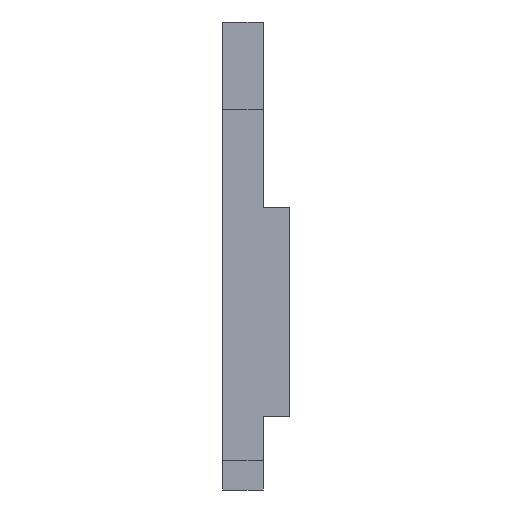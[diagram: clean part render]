
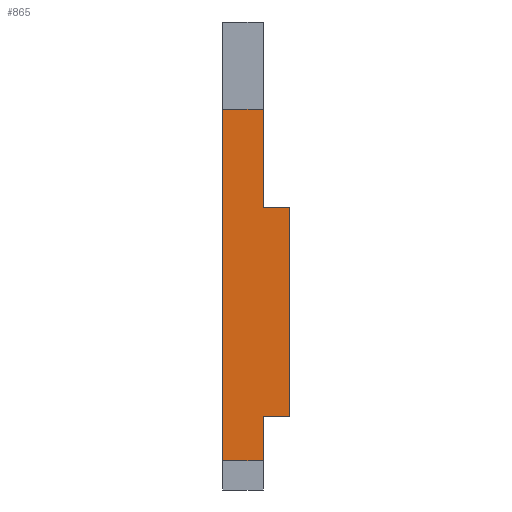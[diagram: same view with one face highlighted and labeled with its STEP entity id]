
A CAD part, left-side view. The second image highlights one B-rep face of the part: STEP entity #865.
In plain terms, the highlighted planar face has unit normal (-1, 0, 0).
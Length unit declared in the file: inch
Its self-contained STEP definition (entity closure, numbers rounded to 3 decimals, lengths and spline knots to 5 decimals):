
#3 = ORIENTED_EDGE ( 'NONE', *, *, #857, .F. ) ;
#17 = CARTESIAN_POINT ( 'NONE',  ( 0., 0., -0.5294 ) ) ;
#44 = AXIS2_PLACEMENT_3D ( 'NONE', #765, #1459, #911 ) ;
#81 = FACE_OUTER_BOUND ( 'NONE', #821, .T. ) ;
#122 = ORIENTED_EDGE ( 'NONE', *, *, #1004, .T. ) ;
#140 = ORIENTED_EDGE ( 'NONE', *, *, #1130, .T. ) ;
#225 = ORIENTED_EDGE ( 'NONE', *, *, #1046, .T. ) ;
#233 = DIRECTION ( 'NONE',  ( 0., 0., 1. ) ) ;
#251 = DIRECTION ( 'NONE',  ( 0., -1., 0. ) ) ;
#254 = CARTESIAN_POINT ( 'NONE',  ( 0., -0.045, -0.5294 ) ) ;
#261 = CARTESIAN_POINT ( 'NONE',  ( 0., 0.07, 0. ) ) ;
#267 = LINE ( 'NONE', #1138, #2030 ) ;
#370 = VECTOR ( 'NONE', #251, 39.37008 ) ;
#423 = LINE ( 'NONE', #254, #1654 ) ;
#424 = LINE ( 'NONE', #791, #1981 ) ;
#539 = EDGE_CURVE ( 'NONE', #1696, #2087, #267, .T. ) ;
#696 = CARTESIAN_POINT ( 'NONE',  ( 0., -0.045, -0.1694 ) ) ;
#720 = VERTEX_POINT ( 'NONE', #17 ) ;
#751 = DIRECTION ( 'NONE',  ( 0., 1., 0. ) ) ;
#765 = CARTESIAN_POINT ( 'NONE',  ( 0., 0.07, -0.605 ) ) ;
#791 = CARTESIAN_POINT ( 'NONE',  ( 0., 0., -0.605 ) ) ;
#816 = LINE ( 'NONE', #1854, #1033 ) ;
#821 = EDGE_LOOP ( 'NONE', ( #140, #3, #1351, #122, #225, #1308, #2025, #2148 ) ) ;
#857 = EDGE_CURVE ( 'NONE', #2087, #720, #423, .T. ) ;
#865 = ADVANCED_FACE ( 'NONE', ( #81 ), #2117, .F. ) ;
#901 = CARTESIAN_POINT ( 'NONE',  ( 0., 0.07, -0.605 ) ) ;
#911 = DIRECTION ( 'NONE',  ( 0., 0., -1. ) ) ;
#961 = LINE ( 'NONE', #1816, #370 ) ;
#994 = VERTEX_POINT ( 'NONE', #901 ) ;
#1004 = EDGE_CURVE ( 'NONE', #1696, #1581, #1049, .T. ) ;
#1011 = VERTEX_POINT ( 'NONE', #1603 ) ;
#1033 = VECTOR ( 'NONE', #2170, 39.37008 ) ;
#1046 = EDGE_CURVE ( 'NONE', #1581, #1477, #1557, .T. ) ;
#1049 = LINE ( 'NONE', #696, #2189 ) ;
#1130 = EDGE_CURVE ( 'NONE', #1011, #720, #424, .T. ) ;
#1138 = CARTESIAN_POINT ( 'NONE',  ( 0., -0.045, -0.1694 ) ) ;
#1216 = CARTESIAN_POINT ( 'NONE',  ( 0., 0.07, 0. ) ) ;
#1228 = EDGE_CURVE ( 'NONE', #994, #1795, #816, .T. ) ;
#1308 = ORIENTED_EDGE ( 'NONE', *, *, #1582, .F. ) ;
#1312 = VECTOR ( 'NONE', #1466, 39.37008 ) ;
#1351 = ORIENTED_EDGE ( 'NONE', *, *, #539, .F. ) ;
#1371 = CARTESIAN_POINT ( 'NONE',  ( 0., -0.045, -0.5294 ) ) ;
#1411 = DIRECTION ( 'NONE',  ( 0., 1., 0. ) ) ;
#1436 = CARTESIAN_POINT ( 'NONE',  ( 0., 0., -0.605 ) ) ;
#1459 = DIRECTION ( 'NONE',  ( 1., 0., 0. ) ) ;
#1466 = DIRECTION ( 'NONE',  ( 0., -1., 0. ) ) ;
#1477 = VERTEX_POINT ( 'NONE', #1922 ) ;
#1557 = LINE ( 'NONE', #1436, #2076 ) ;
#1581 = VERTEX_POINT ( 'NONE', #2111 ) ;
#1582 = EDGE_CURVE ( 'NONE', #1795, #1477, #1951, .T. ) ;
#1603 = CARTESIAN_POINT ( 'NONE',  ( 0., 0., -0.605 ) ) ;
#1654 = VECTOR ( 'NONE', #751, 39.37008 ) ;
#1656 = DIRECTION ( 'NONE',  ( 0., 0., 1. ) ) ;
#1682 = CARTESIAN_POINT ( 'NONE',  ( 0., -0.045, -0.1694 ) ) ;
#1696 = VERTEX_POINT ( 'NONE', #1682 ) ;
#1795 = VERTEX_POINT ( 'NONE', #1216 ) ;
#1816 = CARTESIAN_POINT ( 'NONE',  ( 0., 0.07, -0.605 ) ) ;
#1829 = DIRECTION ( 'NONE',  ( 0., 0., -1. ) ) ;
#1854 = CARTESIAN_POINT ( 'NONE',  ( 0., 0.07, -0.605 ) ) ;
#1922 = CARTESIAN_POINT ( 'NONE',  ( 0., 0., 0. ) ) ;
#1951 = LINE ( 'NONE', #261, #1312 ) ;
#1981 = VECTOR ( 'NONE', #1656, 39.37008 ) ;
#2015 = EDGE_CURVE ( 'NONE', #994, #1011, #961, .T. ) ;
#2025 = ORIENTED_EDGE ( 'NONE', *, *, #1228, .F. ) ;
#2030 = VECTOR ( 'NONE', #1829, 39.37008 ) ;
#2076 = VECTOR ( 'NONE', #233, 39.37008 ) ;
#2087 = VERTEX_POINT ( 'NONE', #1371 ) ;
#2111 = CARTESIAN_POINT ( 'NONE',  ( 0., 0., -0.1694 ) ) ;
#2117 = PLANE ( 'NONE',  #44 ) ;
#2148 = ORIENTED_EDGE ( 'NONE', *, *, #2015, .T. ) ;
#2170 = DIRECTION ( 'NONE',  ( 0., 0., 1. ) ) ;
#2189 = VECTOR ( 'NONE', #1411, 39.37008 ) ;
